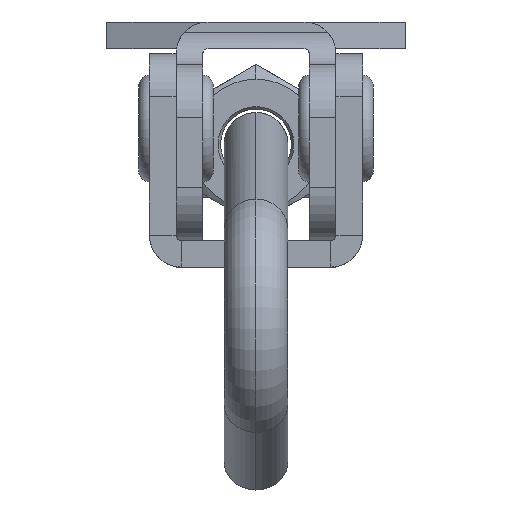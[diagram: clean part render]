
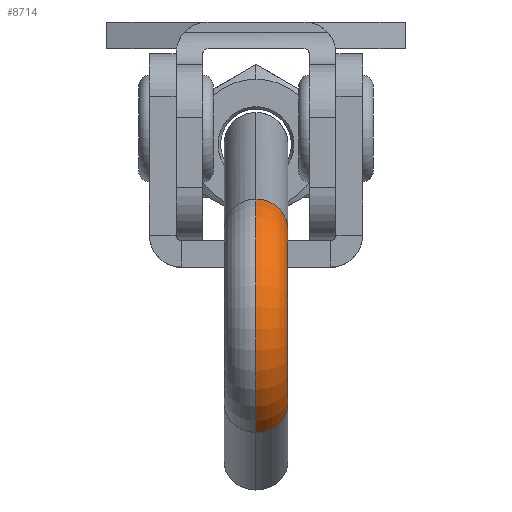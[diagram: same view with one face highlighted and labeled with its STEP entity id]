
A CAD part, left-side view. The second image highlights one B-rep face of the part: STEP entity #8714.
In plain terms, the highlighted toroidal (fillet/blend) face has major radius 8.8 mm and minor radius 3 mm.
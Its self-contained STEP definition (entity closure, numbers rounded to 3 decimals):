
#2190 = AXIS2_PLACEMENT_3D ( 'NONE', #3119, #3112, #3121 ) ;
#2269 = AXIS2_PLACEMENT_3D ( 'NONE', #11162, #11163, #11164 ) ;
#2307 = AXIS2_PLACEMENT_3D ( 'NONE', #11372, #11373, #11374 ) ;
#2320 = AXIS2_PLACEMENT_3D ( 'NONE', #11541, #11542, #11543 ) ;
#3112 = DIRECTION ( 'NONE',  ( 0., 0., 1. ) ) ;
#3119 = CARTESIAN_POINT ( 'NONE',  ( -137.078, -16.5, 0. ) ) ;
#3121 = DIRECTION ( 'NONE',  ( 1., 0., 0. ) ) ;
#5360 = CIRCLE ( 'NONE', #16616, 3. ) ;
#6224 = ORIENTED_EDGE ( 'NONE', *, *, #16423, .T. ) ;
#6236 = ORIENTED_EDGE ( 'NONE', *, *, #17158, .F. ) ;
#6238 = ORIENTED_EDGE ( 'NONE', *, *, #16517, .T. ) ;
#6374 = ORIENTED_EDGE ( 'NONE', *, *, #7025, .F. ) ;
#6608 = VERTEX_POINT ( 'NONE', #19230 ) ;
#6672 = VERTEX_POINT ( 'NONE', #19266 ) ;
#6682 = VERTEX_POINT ( 'NONE', #19276 ) ;
#6711 = VERTEX_POINT ( 'NONE', #19286 ) ;
#7025 = EDGE_CURVE ( 'NONE', #6672, #6682, #5360, .T. ) ;
#8714 = ADVANCED_FACE ( 'NONE', ( #10295 ), #10298, .T. ) ;
#10295 = FACE_OUTER_BOUND ( 'NONE', #17404, .T. ) ;
#10298 = TOROIDAL_SURFACE ( 'NONE', #2190, 8.8, 3. ) ;
#11162 = CARTESIAN_POINT ( 'NONE',  ( -137.078, -16.5, 0. ) ) ;
#11163 = DIRECTION ( 'NONE',  ( 0., 0., 1. ) ) ;
#11164 = DIRECTION ( 'NONE',  ( 1., 0., 0. ) ) ;
#11372 = CARTESIAN_POINT ( 'NONE',  ( -139.356, -8., 0. ) ) ;
#11373 = DIRECTION ( 'NONE',  ( -0.966, -0.259, 0. ) ) ;
#11374 = DIRECTION ( 'NONE',  ( 0.259, -0.966, 0. ) ) ;
#11541 = CARTESIAN_POINT ( 'NONE',  ( -137.078, -16.5, 0. ) ) ;
#11542 = DIRECTION ( 'NONE',  ( 0., 0., 1. ) ) ;
#11543 = DIRECTION ( 'NONE',  ( 1., 0., 0. ) ) ;
#14841 = CIRCLE ( 'NONE', #2269, 11.8 ) ;
#14957 = CIRCLE ( 'NONE', #2307, 3. ) ;
#15023 = CIRCLE ( 'NONE', #2320, 5.8 ) ;
#16423 = EDGE_CURVE ( 'NONE', #6711, #6682, #14841, .T. ) ;
#16517 = EDGE_CURVE ( 'NONE', #6608, #6711, #14957, .T. ) ;
#16616 = AXIS2_PLACEMENT_3D ( 'NONE', #19384, #19385, #19386 ) ;
#17158 = EDGE_CURVE ( 'NONE', #6608, #6672, #15023, .T. ) ;
#17404 = EDGE_LOOP ( 'NONE', ( #6238, #6224, #6374, #6236 ) ) ;
#19230 = CARTESIAN_POINT ( 'NONE',  ( -138.579, -10.898, 0. ) ) ;
#19266 = CARTESIAN_POINT ( 'NONE',  ( -139.711, -21.668, 0. ) ) ;
#19276 = CARTESIAN_POINT ( 'NONE',  ( -142.435, -27.014, 0. ) ) ;
#19286 = CARTESIAN_POINT ( 'NONE',  ( -140.132, -5.102, 0. ) ) ;
#19384 = CARTESIAN_POINT ( 'NONE',  ( -141.073, -24.341, 0. ) ) ;
#19385 = DIRECTION ( 'NONE',  ( 0.891, -0.454, 0. ) ) ;
#19386 = DIRECTION ( 'NONE',  ( 0.454, 0.891, 0. ) ) ;
